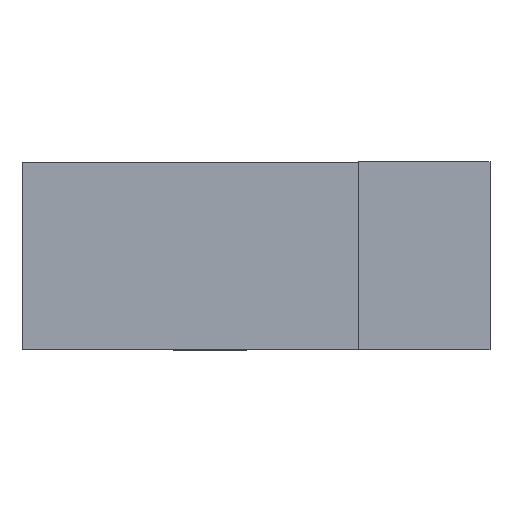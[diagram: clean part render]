
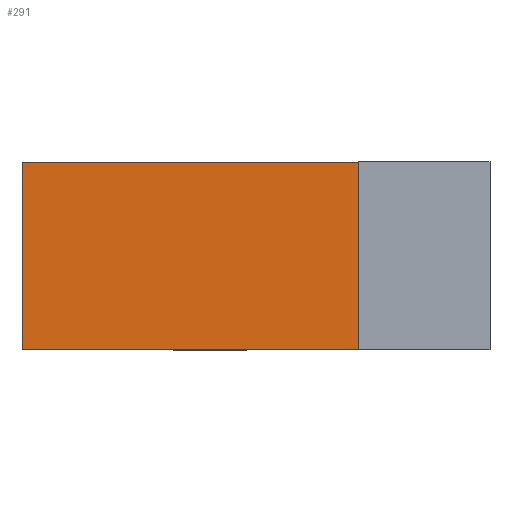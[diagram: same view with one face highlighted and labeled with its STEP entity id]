
A CAD part, top view. The second image highlights one B-rep face of the part: STEP entity #291.
In plain terms, the highlighted planar face has unit normal (0, 0, 1).
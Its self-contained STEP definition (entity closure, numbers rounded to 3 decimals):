
#37=FACE_OUTER_BOUND('',#55,.T.);
#55=EDGE_LOOP('',(#243,#244,#245,#246));
#69=LINE('',#438,#100);
#73=LINE('',#448,#104);
#86=LINE('',#482,#117);
#87=LINE('',#483,#118);
#100=VECTOR('',#355,10.);
#104=VECTOR('',#363,10.);
#117=VECTOR('',#398,10.);
#118=VECTOR('',#399,10.);
#135=VERTEX_POINT('',#436);
#136=VERTEX_POINT('',#437);
#140=VERTEX_POINT('',#447);
#150=VERTEX_POINT('',#481);
#163=EDGE_CURVE('',#135,#136,#69,.T.);
#168=EDGE_CURVE('',#136,#140,#73,.T.);
#185=EDGE_CURVE('',#150,#140,#86,.F.);
#186=EDGE_CURVE('',#135,#150,#87,.T.);
#243=ORIENTED_EDGE('',*,*,#168,.T.);
#244=ORIENTED_EDGE('',*,*,#185,.F.);
#245=ORIENTED_EDGE('',*,*,#186,.F.);
#246=ORIENTED_EDGE('',*,*,#163,.T.);
#276=PLANE('',#328);
#291=ADVANCED_FACE('',(#37),#276,.T.);
#328=AXIS2_PLACEMENT_3D('',#480,#396,#397);
#355=DIRECTION('',(0.,1.,0.));
#363=DIRECTION('',(-1.,0.,0.));
#396=DIRECTION('center_axis',(0.,0.,1.));
#397=DIRECTION('ref_axis',(0.,1.,0.));
#398=DIRECTION('',(0.,-1.,0.));
#399=DIRECTION('',(-1.,0.,0.));
#436=CARTESIAN_POINT('',(-4.,0.,-9.));
#437=CARTESIAN_POINT('',(-4.,10.,-9.));
#438=CARTESIAN_POINT('',(-4.,10.,-9.));
#447=CARTESIAN_POINT('',(-22.,10.,-9.));
#448=CARTESIAN_POINT('',(5.,10.,-9.));
#480=CARTESIAN_POINT('Origin',(10.,0.,-9.));
#481=CARTESIAN_POINT('',(-22.,0.,-9.));
#482=CARTESIAN_POINT('',(-22.,2.5,-9.));
#483=CARTESIAN_POINT('',(5.,0.,-9.));
